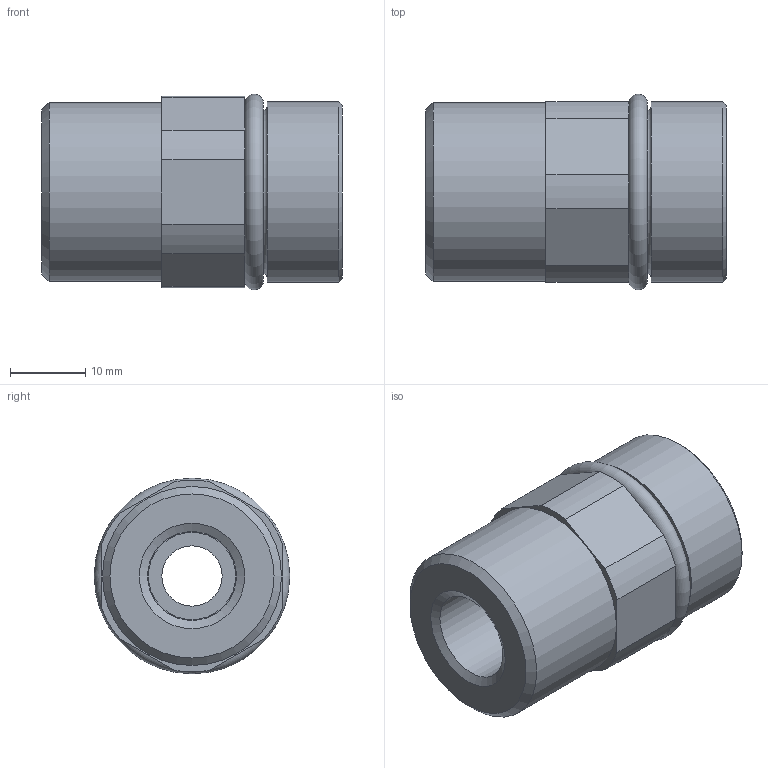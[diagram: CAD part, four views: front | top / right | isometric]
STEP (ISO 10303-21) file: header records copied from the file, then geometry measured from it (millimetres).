
FILE_DESCRIPTION(/* description */ ('Unknown'),/* implementation_level */ '2;1');
FILE_NAME(/* name */ '200741504',/* time_stamp */ '2021-12-23T08:05:13+01:00',/* author */ ('Unknown'),/* organization */ ('Unknown'),/* preprocessor_version */ 'ST-DEVELOPER v18.1',/* originating_system */ 'Solid Edge',/* authorisation */ 'Unknown');
FILE_SCHEMA (('AUTOMOTIVE_DESIGN {1 0 10303 214 3 1 1}'));
Length unit declared in the file: millimetre
Products named in the file (1): Part2
Bounding box: 40 x 26 x 26 mm (x, y, z)
Volume: 12280.9 mm3; surface area: 5843.3 mm2
Topology: 1 solids, 1 shells, 35 faces, 77 edges, 49 vertices
Faces by surface type: plane 13, cylinder 13, cone 5, torus 4
Full cylindrical faces by diameter (mm): 8 x1, 11.6 x1, 11.82 x1, 15 x1, 21.7 x1, 23.8 x1, 24 x1
Entity records: 1135 total; most frequent: DIRECTION 164, CARTESIAN_POINT 140, ORIENTED_EDGE 116, AXIS2_PLACEMENT_3D 70, EDGE_CURVE 58, EDGE_LOOP 58, FACE_BOUND 58, VERTEX_POINT 46
